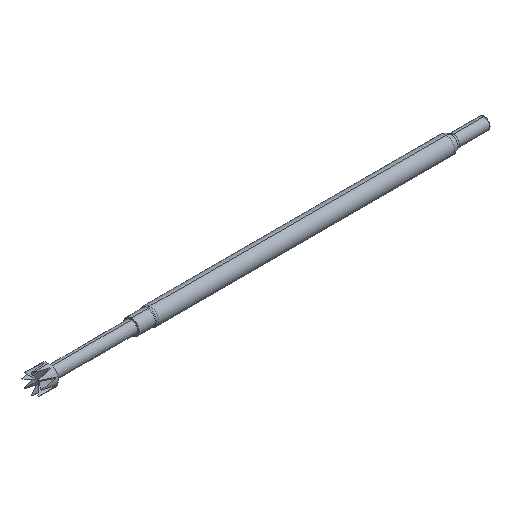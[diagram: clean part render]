
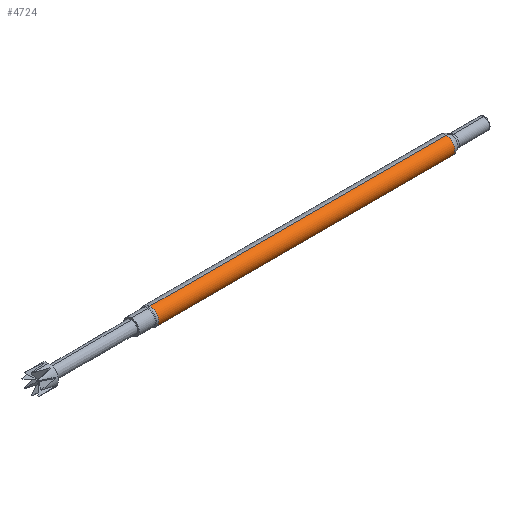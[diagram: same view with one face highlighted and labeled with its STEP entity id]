
A CAD part, isometric view. The second image highlights one B-rep face of the part: STEP entity #4724.
In plain terms, the highlighted cylindrical face has radius 0.683 mm (diameter 1.367 mm), a partial arc.
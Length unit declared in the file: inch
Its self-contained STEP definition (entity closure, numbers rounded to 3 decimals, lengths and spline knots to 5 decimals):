
#36 = DIRECTION ( 'NONE',  ( -1., 0., 0. ) ) ;
#227 = CARTESIAN_POINT ( 'NONE',  ( 0., 0., -0.0269 ) ) ;
#501 = CYLINDRICAL_SURFACE ( 'NONE', #641, 0.0269 ) ;
#641 = AXIS2_PLACEMENT_3D ( 'NONE', #1305, #1166, #794 ) ;
#794 = DIRECTION ( 'NONE',  ( 0., 0., 1. ) ) ;
#918 = CARTESIAN_POINT ( 'NONE',  ( 0.98, 0., 0.0269 ) ) ;
#1030 = EDGE_LOOP ( 'NONE', ( #2575, #3942, #6220, #1755 ) ) ;
#1116 = EDGE_CURVE ( 'NONE', #4650, #4423, #4289, .T. ) ;
#1166 = DIRECTION ( 'NONE',  ( -1., 0., 0. ) ) ;
#1183 = DIRECTION ( 'NONE',  ( -1., 0., 0. ) ) ;
#1305 = CARTESIAN_POINT ( 'NONE',  ( 0., 0., 0. ) ) ;
#1755 = ORIENTED_EDGE ( 'NONE', *, *, #4600, .F. ) ;
#1838 = CIRCLE ( 'NONE', #4761, 0.0269 ) ;
#1866 = EDGE_CURVE ( 'NONE', #4423, #2702, #6249, .T. ) ;
#2194 = DIRECTION ( 'NONE',  ( -1., 0., 0. ) ) ;
#2258 = CARTESIAN_POINT ( 'NONE',  ( 0.05807, 0., -0.0269 ) ) ;
#2333 = VECTOR ( 'NONE', #36, 39.37008 ) ;
#2575 = ORIENTED_EDGE ( 'NONE', *, *, #6475, .F. ) ;
#2670 = CARTESIAN_POINT ( 'NONE',  ( 0.05807, 0., 0. ) ) ;
#2702 = VERTEX_POINT ( 'NONE', #6226 ) ;
#2813 = CARTESIAN_POINT ( 'NONE',  ( 0.98, 0., 0. ) ) ;
#3023 = VECTOR ( 'NONE', #3346, 39.37008 ) ;
#3084 = CARTESIAN_POINT ( 'NONE',  ( 0., 0., 0.0269 ) ) ;
#3346 = DIRECTION ( 'NONE',  ( -1., 0., 0. ) ) ;
#3648 = VERTEX_POINT ( 'NONE', #2258 ) ;
#3942 = ORIENTED_EDGE ( 'NONE', *, *, #1116, .T. ) ;
#3961 = DIRECTION ( 'NONE',  ( 0., 0., 1. ) ) ;
#4230 = LINE ( 'NONE', #227, #3023 ) ;
#4289 = CIRCLE ( 'NONE', #5809, 0.0269 ) ;
#4423 = VERTEX_POINT ( 'NONE', #918 ) ;
#4600 = EDGE_CURVE ( 'NONE', #3648, #2702, #1838, .T. ) ;
#4650 = VERTEX_POINT ( 'NONE', #5619 ) ;
#4724 = ADVANCED_FACE ( 'NONE', ( #5242 ), #501, .T. ) ;
#4761 = AXIS2_PLACEMENT_3D ( 'NONE', #2670, #1183, #5353 ) ;
#5242 = FACE_OUTER_BOUND ( 'NONE', #1030, .T. ) ;
#5353 = DIRECTION ( 'NONE',  ( 0., 0., 1. ) ) ;
#5619 = CARTESIAN_POINT ( 'NONE',  ( 0.98, 0., -0.0269 ) ) ;
#5809 = AXIS2_PLACEMENT_3D ( 'NONE', #2813, #2194, #3961 ) ;
#6220 = ORIENTED_EDGE ( 'NONE', *, *, #1866, .T. ) ;
#6226 = CARTESIAN_POINT ( 'NONE',  ( 0.05807, 0., 0.0269 ) ) ;
#6249 = LINE ( 'NONE', #3084, #2333 ) ;
#6475 = EDGE_CURVE ( 'NONE', #4650, #3648, #4230, .T. ) ;
